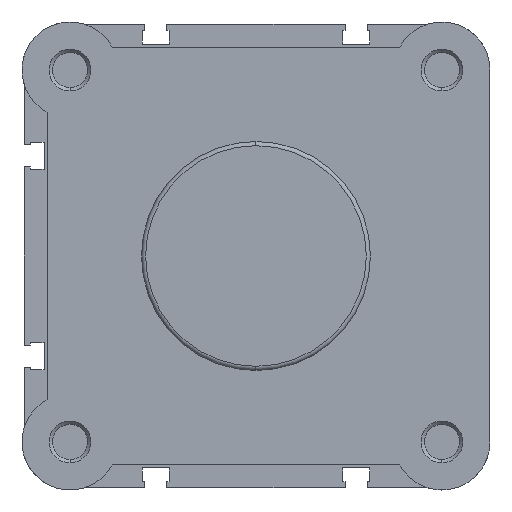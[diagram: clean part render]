
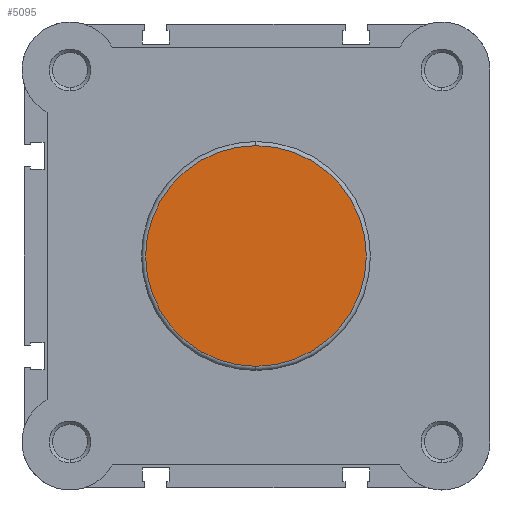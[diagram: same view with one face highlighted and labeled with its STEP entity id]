
A CAD part, left-side view. The second image highlights one B-rep face of the part: STEP entity #5095.
In plain terms, the highlighted planar face has unit normal (-1, 0, 0).
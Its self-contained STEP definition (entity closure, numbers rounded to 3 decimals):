
#765 = PLANE ( 'NONE',  #5849 ) ;
#768 = CARTESIAN_POINT ( 'NONE',  ( 0., 27.4, 0. ) ) ;
#774 = DIRECTION ( 'NONE',  ( 1., 0., 0. ) ) ;
#775 = DIRECTION ( 'NONE',  ( 0., 0., -1. ) ) ;
#1605 = ORIENTED_EDGE ( 'NONE', *, *, #3749, .T. ) ;
#1676 = ORIENTED_EDGE ( 'NONE', *, *, #5570, .T. ) ;
#1859 = CIRCLE ( 'NONE', #6031, 26.4 ) ;
#2679 = CARTESIAN_POINT ( 'NONE',  ( 0., 0., 0. ) ) ;
#2690 = DIRECTION ( 'NONE',  ( -1., 0., 0. ) ) ;
#2691 = DIRECTION ( 'NONE',  ( 0., 0., -1. ) ) ;
#2861 = CARTESIAN_POINT ( 'NONE',  ( 0., 0., -26.4 ) ) ;
#2892 = CARTESIAN_POINT ( 'NONE',  ( 0., 0., 26.4 ) ) ;
#3255 = CARTESIAN_POINT ( 'NONE',  ( 0., 0., 0. ) ) ;
#3264 = DIRECTION ( 'NONE',  ( -1., 0., 0. ) ) ;
#3280 = DIRECTION ( 'NONE',  ( 0., 0., -1. ) ) ;
#3749 = EDGE_CURVE ( 'NONE', #6518, #6482, #4293, .T. ) ;
#4067 = EDGE_LOOP ( 'NONE', ( #1676, #1605 ) ) ;
#4293 = CIRCLE ( 'NONE', #5605, 26.4 ) ;
#4720 = FACE_OUTER_BOUND ( 'NONE', #4067, .T. ) ;
#5095 = ADVANCED_FACE ( 'NONE', ( #4720 ), #765, .F. ) ;
#5570 = EDGE_CURVE ( 'NONE', #6482, #6518, #1859, .T. ) ;
#5605 = AXIS2_PLACEMENT_3D ( 'NONE', #3255, #3264, #3280 ) ;
#5849 = AXIS2_PLACEMENT_3D ( 'NONE', #768, #774, #775 ) ;
#6031 = AXIS2_PLACEMENT_3D ( 'NONE', #2679, #2690, #2691 ) ;
#6482 = VERTEX_POINT ( 'NONE', #2861 ) ;
#6518 = VERTEX_POINT ( 'NONE', #2892 ) ;
